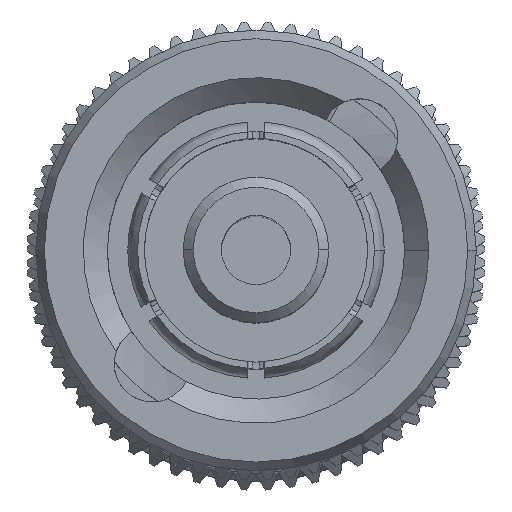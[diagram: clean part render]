
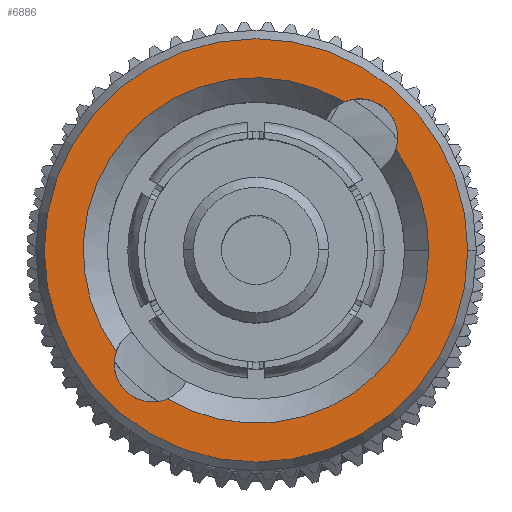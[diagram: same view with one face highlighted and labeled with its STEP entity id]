
A CAD part, top view. The second image highlights one B-rep face of the part: STEP entity #6886.
In plain terms, the highlighted face is planar.
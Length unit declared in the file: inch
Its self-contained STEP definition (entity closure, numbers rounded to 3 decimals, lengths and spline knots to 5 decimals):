
#260 = CARTESIAN_POINT ( 'NONE',  ( 0.33873, 0., -0.26339 ) ) ;
#458 = VERTEX_POINT ( 'NONE', #7317 ) ;
#581 = CIRCLE ( 'NONE', #16106, 0.26339 ) ;
#1216 = AXIS2_PLACEMENT_3D ( 'NONE', #12168, #8190, #10875 ) ;
#1399 = AXIS2_PLACEMENT_3D ( 'NONE', #13370, #5831, #1662 ) ;
#1473 = AXIS2_PLACEMENT_3D ( 'NONE', #14485, #17046, #4925 ) ;
#1560 = VERTEX_POINT ( 'NONE', #3132 ) ;
#1662 = DIRECTION ( 'NONE',  ( 0., 0., -1. ) ) ;
#2072 = CARTESIAN_POINT ( 'NONE',  ( 0.33873, 0., 0.21494 ) ) ;
#2343 = CARTESIAN_POINT ( 'NONE',  ( 0.33873, 0., 0. ) ) ;
#2383 = CARTESIAN_POINT ( 'NONE',  ( 0.33873, -0.14101, -0.12878 ) ) ;
#2954 = AXIS2_PLACEMENT_3D ( 'NONE', #2343, #16053, #15872 ) ;
#3132 = CARTESIAN_POINT ( 'NONE',  ( 0.33873, -0.14101, -0.17636 ) ) ;
#4359 = DIRECTION ( 'NONE',  ( 1., 0., 0. ) ) ;
#4925 = DIRECTION ( 'NONE',  ( 0., 0., -1. ) ) ;
#4951 = EDGE_CURVE ( 'NONE', #16214, #1560, #13169, .T. ) ;
#5117 = DIRECTION ( 'NONE',  ( 1., 0., 0. ) ) ;
#5182 = FACE_OUTER_BOUND ( 'NONE', #13872, .T. ) ;
#5388 = CARTESIAN_POINT ( 'NONE',  ( 0.33873, 0., 0.26339 ) ) ;
#5507 = ORIENTED_EDGE ( 'NONE', *, *, #13079, .T. ) ;
#5533 = PLANE ( 'NONE',  #15873 ) ;
#5653 = CARTESIAN_POINT ( 'NONE',  ( 0.33873, 0., 0. ) ) ;
#5831 = DIRECTION ( 'NONE',  ( 1., 0., 0. ) ) ;
#6025 = DIRECTION ( 'NONE',  ( 0., 0., -1. ) ) ;
#6325 = DIRECTION ( 'NONE',  ( 1., 0., 0. ) ) ;
#6827 = ORIENTED_EDGE ( 'NONE', *, *, #15744, .T. ) ;
#6886 = ADVANCED_FACE ( 'NONE', ( #8322, #5182 ), #5533, .F. ) ;
#6949 = EDGE_CURVE ( 'NONE', #8616, #8557, #581, .T. ) ;
#7228 = CIRCLE ( 'NONE', #1473, 0.21494 ) ;
#7317 = CARTESIAN_POINT ( 'NONE',  ( 0.33873, 0.1847, 0.10993 ) ) ;
#7347 = CARTESIAN_POINT ( 'NONE',  ( 0.33873, 0.1262, 0.174 ) ) ;
#7474 = EDGE_CURVE ( 'NONE', #11432, #458, #11244, .T. ) ;
#8190 = DIRECTION ( 'NONE',  ( 1., 0., 0. ) ) ;
#8322 = FACE_BOUND ( 'NONE', #9457, .T. ) ;
#8557 = VERTEX_POINT ( 'NONE', #5388 ) ;
#8616 = VERTEX_POINT ( 'NONE', #11287 ) ;
#8634 = VERTEX_POINT ( 'NONE', #7347 ) ;
#8707 = ORIENTED_EDGE ( 'NONE', *, *, #7474, .T. ) ;
#8882 = EDGE_CURVE ( 'NONE', #8557, #8616, #13918, .T. ) ;
#9028 = EDGE_CURVE ( 'NONE', #1560, #11432, #15968, .T. ) ;
#9457 = EDGE_LOOP ( 'NONE', ( #5507, #6827, #11388, #12949, #8707, #14877 ) ) ;
#9461 = DIRECTION ( 'NONE',  ( 1., 0., 0. ) ) ;
#9807 = CIRCLE ( 'NONE', #15918, 0.21494 ) ;
#10399 = EDGE_CURVE ( 'NONE', #458, #8634, #11487, .T. ) ;
#10625 = VERTEX_POINT ( 'NONE', #2072 ) ;
#10875 = DIRECTION ( 'NONE',  ( 0., 0., -1. ) ) ;
#10929 = CARTESIAN_POINT ( 'NONE',  ( 0.33873, -0.1262, -0.174 ) ) ;
#11244 = CIRCLE ( 'NONE', #2954, 0.21494 ) ;
#11287 = CARTESIAN_POINT ( 'NONE',  ( 0.33873, 0., -0.26339 ) ) ;
#11305 = AXIS2_PLACEMENT_3D ( 'NONE', #5653, #4359, #14978 ) ;
#11388 = ORIENTED_EDGE ( 'NONE', *, *, #4951, .T. ) ;
#11432 = VERTEX_POINT ( 'NONE', #10929 ) ;
#11487 = CIRCLE ( 'NONE', #1216, 0.04758 ) ;
#11872 = ORIENTED_EDGE ( 'NONE', *, *, #6949, .F. ) ;
#12025 = CARTESIAN_POINT ( 'NONE',  ( 0.33873, -0.1847, -0.10993 ) ) ;
#12168 = CARTESIAN_POINT ( 'NONE',  ( 0.33873, 0.14101, 0.12878 ) ) ;
#12194 = DIRECTION ( 'NONE',  ( 0., 0., -1. ) ) ;
#12949 = ORIENTED_EDGE ( 'NONE', *, *, #9028, .T. ) ;
#13079 = EDGE_CURVE ( 'NONE', #8634, #10625, #9807, .T. ) ;
#13169 = CIRCLE ( 'NONE', #1399, 0.04758 ) ;
#13370 = CARTESIAN_POINT ( 'NONE',  ( 0.33873, -0.14101, -0.12878 ) ) ;
#13872 = EDGE_LOOP ( 'NONE', ( #11872, #16171 ) ) ;
#13918 = CIRCLE ( 'NONE', #11305, 0.26339 ) ;
#13977 = AXIS2_PLACEMENT_3D ( 'NONE', #2383, #5117, #15795 ) ;
#14088 = DIRECTION ( 'NONE',  ( 1., 0., 0. ) ) ;
#14485 = CARTESIAN_POINT ( 'NONE',  ( 0.33873, 0., 0. ) ) ;
#14877 = ORIENTED_EDGE ( 'NONE', *, *, #10399, .T. ) ;
#14978 = DIRECTION ( 'NONE',  ( 0., 0., -1. ) ) ;
#15364 = CARTESIAN_POINT ( 'NONE',  ( 0.33873, 0., 0. ) ) ;
#15744 = EDGE_CURVE ( 'NONE', #10625, #16214, #7228, .T. ) ;
#15795 = DIRECTION ( 'NONE',  ( 0., 0., -1. ) ) ;
#15850 = DIRECTION ( 'NONE',  ( 0., 0., -1. ) ) ;
#15872 = DIRECTION ( 'NONE',  ( 0., 0., -1. ) ) ;
#15873 = AXIS2_PLACEMENT_3D ( 'NONE', #260, #9461, #12194 ) ;
#15918 = AXIS2_PLACEMENT_3D ( 'NONE', #15364, #14088, #6025 ) ;
#15968 = CIRCLE ( 'NONE', #13977, 0.04758 ) ;
#16053 = DIRECTION ( 'NONE',  ( 1., 0., 0. ) ) ;
#16106 = AXIS2_PLACEMENT_3D ( 'NONE', #17059, #6325, #15850 ) ;
#16171 = ORIENTED_EDGE ( 'NONE', *, *, #8882, .F. ) ;
#16214 = VERTEX_POINT ( 'NONE', #12025 ) ;
#17046 = DIRECTION ( 'NONE',  ( 1., 0., 0. ) ) ;
#17059 = CARTESIAN_POINT ( 'NONE',  ( 0.33873, 0., 0. ) ) ;
